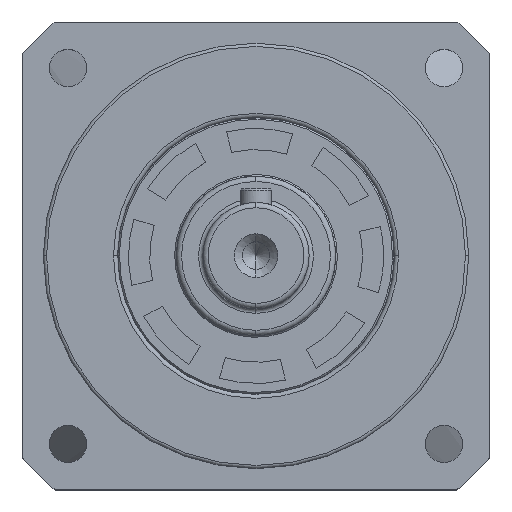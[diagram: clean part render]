
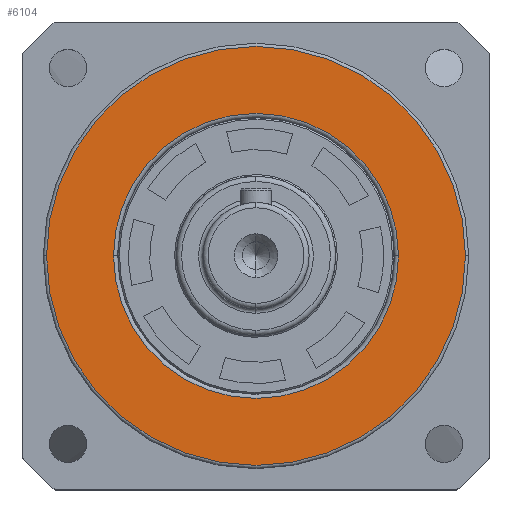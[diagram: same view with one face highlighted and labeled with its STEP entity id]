
A CAD part, top view. The second image highlights one B-rep face of the part: STEP entity #6104.
In plain terms, the highlighted planar face has unit normal (0, 0, 1).
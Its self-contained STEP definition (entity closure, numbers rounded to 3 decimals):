
#135 = CARTESIAN_POINT ( 'NONE',  ( 0., 0., 44.5 ) ) ;
#352 = DIRECTION ( 'NONE',  ( 1., 0., 0. ) ) ;
#486 = DIRECTION ( 'NONE',  ( 1., 0., 0. ) ) ;
#756 = CARTESIAN_POINT ( 'NONE',  ( 0., 0., 44.5 ) ) ;
#1273 = AXIS2_PLACEMENT_3D ( 'NONE', #6456, #1357, #10434 ) ;
#1357 = DIRECTION ( 'NONE',  ( 0., 0., 1. ) ) ;
#1543 = AXIS2_PLACEMENT_3D ( 'NONE', #6411, #3355, #352 ) ;
#1801 = CARTESIAN_POINT ( 'NONE',  ( 26.8, 0., 44.5 ) ) ;
#2134 = ORIENTED_EDGE ( 'NONE', *, *, #11162, .T. ) ;
#3064 = CARTESIAN_POINT ( 'NONE',  ( 39.4, 0., 44.5 ) ) ;
#3355 = DIRECTION ( 'NONE',  ( 0., 0., 1. ) ) ;
#4351 = FACE_OUTER_BOUND ( 'NONE', #7573, .T. ) ;
#4441 = ORIENTED_EDGE ( 'NONE', *, *, #7237, .T. ) ;
#4492 = AXIS2_PLACEMENT_3D ( 'NONE', #135, #10286, #486 ) ;
#4818 = DIRECTION ( 'NONE',  ( 0., 0., -1. ) ) ;
#4980 = FACE_BOUND ( 'NONE', #5029, .T. ) ;
#5029 = EDGE_LOOP ( 'NONE', ( #9843, #4441 ) ) ;
#5288 = VERTEX_POINT ( 'NONE', #1801 ) ;
#5448 = PLANE ( 'NONE',  #1273 ) ;
#5578 = CIRCLE ( 'NONE', #1543, 39.4 ) ;
#5991 = CARTESIAN_POINT ( 'NONE',  ( 0., 0., 44.5 ) ) ;
#6104 = ADVANCED_FACE ( 'NONE', ( #4351, #4980 ), #5448, .T. ) ;
#6411 = CARTESIAN_POINT ( 'NONE',  ( 0., 0., 44.5 ) ) ;
#6456 = CARTESIAN_POINT ( 'NONE',  ( 0., 0., 44.5 ) ) ;
#7237 = EDGE_CURVE ( 'NONE', #9404, #5288, #9873, .T. ) ;
#7573 = EDGE_LOOP ( 'NONE', ( #11903, #2134 ) ) ;
#8294 = EDGE_CURVE ( 'NONE', #5288, #9404, #10309, .T. ) ;
#8355 = CIRCLE ( 'NONE', #12291, 39.4 ) ;
#8952 = CARTESIAN_POINT ( 'NONE',  ( -26.8, 0., 44.5 ) ) ;
#9404 = VERTEX_POINT ( 'NONE', #8952 ) ;
#9683 = VERTEX_POINT ( 'NONE', #12091 ) ;
#9843 = ORIENTED_EDGE ( 'NONE', *, *, #8294, .T. ) ;
#9873 = CIRCLE ( 'NONE', #4492, 26.8 ) ;
#9931 = DIRECTION ( 'NONE',  ( 1., 0., 0. ) ) ;
#10286 = DIRECTION ( 'NONE',  ( 0., 0., -1. ) ) ;
#10303 = VERTEX_POINT ( 'NONE', #3064 ) ;
#10309 = CIRCLE ( 'NONE', #11305, 26.8 ) ;
#10434 = DIRECTION ( 'NONE',  ( 1., 0., 0. ) ) ;
#10803 = DIRECTION ( 'NONE',  ( 1., 0., 0. ) ) ;
#10895 = DIRECTION ( 'NONE',  ( 0., 0., 1. ) ) ;
#11162 = EDGE_CURVE ( 'NONE', #9683, #10303, #5578, .T. ) ;
#11305 = AXIS2_PLACEMENT_3D ( 'NONE', #5991, #4818, #9931 ) ;
#11903 = ORIENTED_EDGE ( 'NONE', *, *, #12081, .T. ) ;
#12081 = EDGE_CURVE ( 'NONE', #10303, #9683, #8355, .T. ) ;
#12091 = CARTESIAN_POINT ( 'NONE',  ( -39.4, 0., 44.5 ) ) ;
#12291 = AXIS2_PLACEMENT_3D ( 'NONE', #756, #10895, #10803 ) ;
